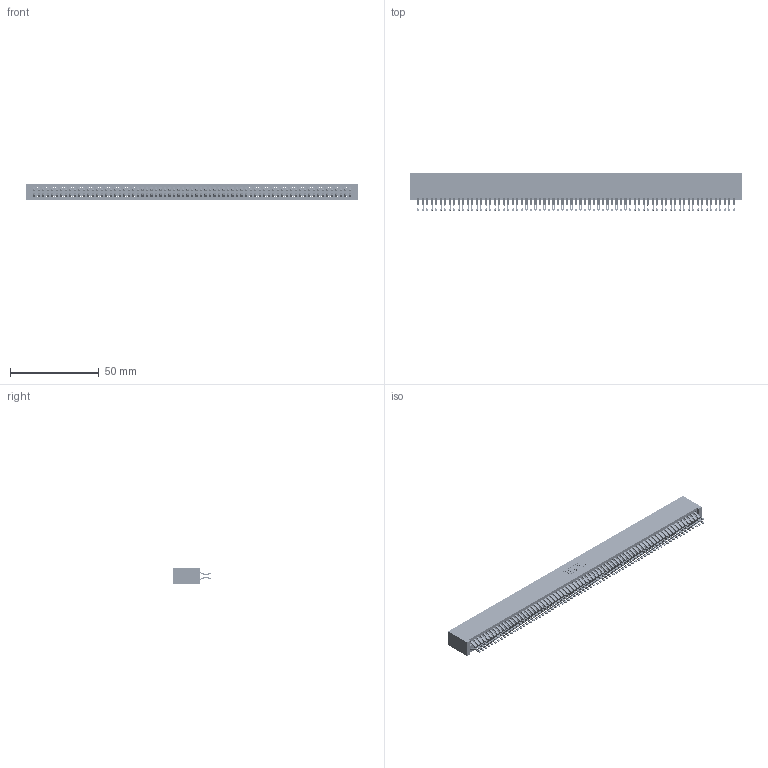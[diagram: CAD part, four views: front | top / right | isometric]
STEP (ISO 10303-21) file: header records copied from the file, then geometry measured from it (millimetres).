
FILE_DESCRIPTION (( 'STEP AP203' ), '1' );
FILE_NAME ('345-142-555-201.STEP', '2019-11-09T04:09:16', ( '' ), ( '' ), 'SwSTEP 2.0', 'SolidWorks 2016', '' );
FILE_SCHEMA (( 'CONFIG_CONTROL_DESIGN' ));
Length unit declared in the file: inch
Products named in the file (3): 345-142-555-201; 345-292-001_555 Tail; 345 Part_No Mounting Lugs
Assembly tree (143 placements, depth 2):
  345-142-555-201
    345 Part_No Mounting Lugs
    345-292-001_555 Tail  x142
Bounding box: 186.94 x 21.13 x 9.4 mm (x, y, z)
Volume: 19456.9 mm3; surface area: 31058.1 mm2
Topology: 143 solids, 143 shells, 8070 faces, 25451 edges, 16966 vertices
Faces by surface type: plane 4478, cylinder 3592
Entity records: 51853 total; most frequent: CARTESIAN_POINT 8698, ORIENTED_EDGE 8602, DIRECTION 7597, EDGE_CURVE 4301, VECTOR 3873, LINE 3873, VERTEX_POINT 2866, AXIS2_PLACEMENT_3D 1862
